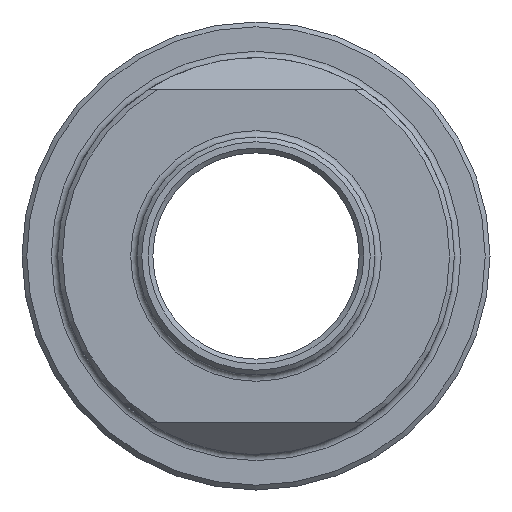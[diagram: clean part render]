
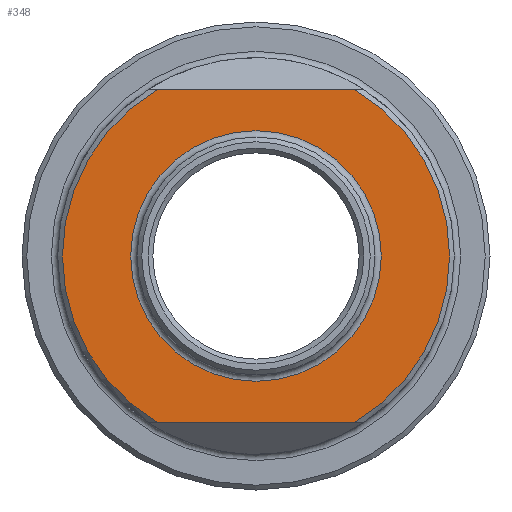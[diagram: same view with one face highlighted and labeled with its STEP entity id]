
A CAD part, left-side view. The second image highlights one B-rep face of the part: STEP entity #348.
In plain terms, the highlighted planar face has unit normal (-1, 0, 0).
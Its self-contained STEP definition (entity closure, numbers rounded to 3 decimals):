
#18=FACE_BOUND('',#98,.T.);
#33=CIRCLE('',#390,12.2);
#43=CIRCLE('',#406,12.2);
#44=CIRCLE('',#408,7.9);
#75=FACE_OUTER_BOUND('',#97,.T.);
#97=EDGE_LOOP('',(#289,#290,#291,#292));
#98=EDGE_LOOP('',(#293));
#111=LINE('',#560,#128);
#115=LINE('',#579,#132);
#128=VECTOR('',#437,10.);
#132=VECTOR('',#447,10.);
#148=VERTEX_POINT('',#555);
#149=VERTEX_POINT('',#559);
#154=VERTEX_POINT('',#574);
#155=VERTEX_POINT('',#578);
#169=VERTEX_POINT('',#627);
#182=EDGE_CURVE('',#149,#148,#111,.T.);
#189=EDGE_CURVE('',#155,#154,#115,.T.);
#198=EDGE_CURVE('',#149,#154,#33,.T.);
#212=EDGE_CURVE('',#155,#148,#43,.T.);
#213=EDGE_CURVE('',#169,#169,#44,.T.);
#289=ORIENTED_EDGE('',*,*,#182,.T.);
#290=ORIENTED_EDGE('',*,*,#212,.F.);
#291=ORIENTED_EDGE('',*,*,#189,.T.);
#292=ORIENTED_EDGE('',*,*,#198,.F.);
#293=ORIENTED_EDGE('',*,*,#213,.F.);
#333=PLANE('',#407);
#348=ADVANCED_FACE('',(#75,#18),#333,.T.);
#390=AXIS2_PLACEMENT_3D('',#596,#464,#465);
#406=AXIS2_PLACEMENT_3D('',#625,#500,#501);
#407=AXIS2_PLACEMENT_3D('',#626,#502,#503);
#408=AXIS2_PLACEMENT_3D('',#628,#504,#505);
#437=DIRECTION('',(0.,1.,0.));
#447=DIRECTION('',(0.,-1.,0.));
#464=DIRECTION('center_axis',(1.,0.,0.));
#465=DIRECTION('ref_axis',(0.,-1.,0.));
#500=DIRECTION('center_axis',(1.,0.,0.));
#501=DIRECTION('ref_axis',(0.,-1.,0.));
#502=DIRECTION('center_axis',(-1.,0.,0.));
#503=DIRECTION('ref_axis',(0.,0.,1.));
#504=DIRECTION('center_axis',(-1.,0.,0.));
#505=DIRECTION('ref_axis',(0.,-1.,0.));
#555=CARTESIAN_POINT('',(-19.5,6.212,10.5));
#559=CARTESIAN_POINT('',(-19.5,-6.212,10.5));
#560=CARTESIAN_POINT('',(-19.5,-4.878,10.5));
#574=CARTESIAN_POINT('',(-19.5,-6.212,-10.5));
#578=CARTESIAN_POINT('',(-19.5,6.212,-10.5));
#579=CARTESIAN_POINT('',(-19.5,16.229,-10.5));
#596=CARTESIAN_POINT('Origin',(-19.5,0.,0.));
#625=CARTESIAN_POINT('Origin',(-19.5,0.,0.));
#626=CARTESIAN_POINT('Origin',(-19.5,12.5,0.));
#627=CARTESIAN_POINT('',(-19.5,0.,7.9));
#628=CARTESIAN_POINT('Origin',(-19.5,0.,0.));
